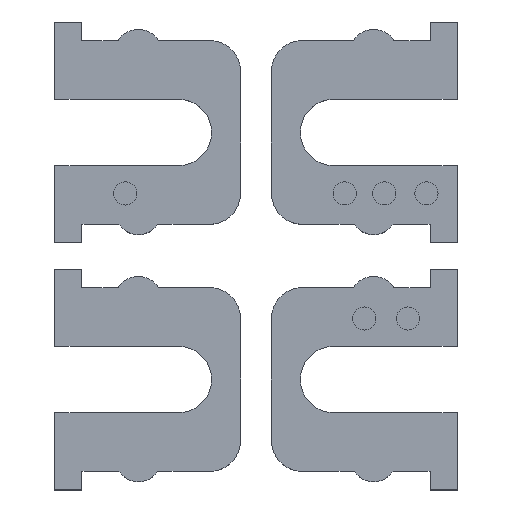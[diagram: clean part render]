
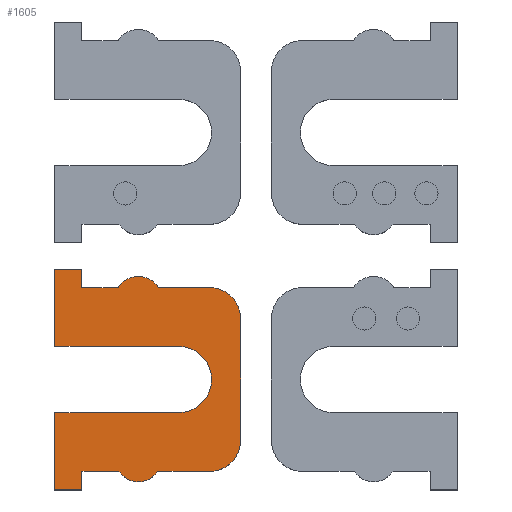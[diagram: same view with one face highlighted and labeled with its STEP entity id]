
A CAD part, top view. The second image highlights one B-rep face of the part: STEP entity #1605.
In plain terms, the highlighted planar face has unit normal (0, 0, 1).
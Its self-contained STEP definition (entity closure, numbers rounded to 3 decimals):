
#43=PLANE('',#1726);
#115=FACE_OUTER_BOUND('',#208,.T.);
#208=EDGE_LOOP('',(#1203,#1204,#1205,#1206,#1207,#1208,#1209,#1210,#1211,
#1212,#1213,#1214,#1215,#1216,#1217,#1218,#1219,#1220));
#328=LINE('',#2431,#510);
#329=LINE('',#2435,#511);
#330=LINE('',#2439,#512);
#331=LINE('',#2441,#513);
#332=LINE('',#2443,#514);
#333=LINE('',#2445,#515);
#334=LINE('',#2447,#516);
#335=LINE('',#2451,#517);
#336=LINE('',#2453,#518);
#337=LINE('',#2455,#519);
#338=LINE('',#2457,#520);
#339=LINE('',#2459,#521);
#340=LINE('',#2462,#522);
#510=VECTOR('',#1955,10.);
#511=VECTOR('',#1958,10.);
#512=VECTOR('',#1961,10.);
#513=VECTOR('',#1962,10.);
#514=VECTOR('',#1963,10.);
#515=VECTOR('',#1964,10.);
#516=VECTOR('',#1965,10.);
#517=VECTOR('',#1968,10.);
#518=VECTOR('',#1969,10.);
#519=VECTOR('',#1970,10.);
#520=VECTOR('',#1971,10.);
#521=VECTOR('',#1972,10.);
#522=VECTOR('',#1975,10.);
#659=CIRCLE('',#1727,2.);
#660=CIRCLE('',#1728,2.);
#661=CIRCLE('',#1729,1.553);
#662=CIRCLE('',#1730,2.15);
#663=CIRCLE('',#1731,1.508);
#737=VERTEX_POINT('',#2427);
#738=VERTEX_POINT('',#2428);
#739=VERTEX_POINT('',#2430);
#740=VERTEX_POINT('',#2432);
#741=VERTEX_POINT('',#2434);
#742=VERTEX_POINT('',#2436);
#743=VERTEX_POINT('',#2438);
#744=VERTEX_POINT('',#2440);
#745=VERTEX_POINT('',#2442);
#746=VERTEX_POINT('',#2444);
#747=VERTEX_POINT('',#2446);
#748=VERTEX_POINT('',#2448);
#749=VERTEX_POINT('',#2450);
#750=VERTEX_POINT('',#2452);
#751=VERTEX_POINT('',#2454);
#752=VERTEX_POINT('',#2456);
#753=VERTEX_POINT('',#2458);
#754=VERTEX_POINT('',#2460);
#912=EDGE_CURVE('',#737,#738,#659,.T.);
#913=EDGE_CURVE('',#739,#737,#328,.T.);
#914=EDGE_CURVE('',#740,#739,#660,.T.);
#915=EDGE_CURVE('',#741,#740,#329,.T.);
#916=EDGE_CURVE('',#742,#741,#661,.T.);
#917=EDGE_CURVE('',#743,#742,#330,.T.);
#918=EDGE_CURVE('',#744,#743,#331,.T.);
#919=EDGE_CURVE('',#745,#744,#332,.T.);
#920=EDGE_CURVE('',#746,#745,#333,.T.);
#921=EDGE_CURVE('',#747,#746,#334,.T.);
#922=EDGE_CURVE('',#748,#747,#662,.T.);
#923=EDGE_CURVE('',#749,#748,#335,.T.);
#924=EDGE_CURVE('',#750,#749,#336,.T.);
#925=EDGE_CURVE('',#751,#750,#337,.T.);
#926=EDGE_CURVE('',#752,#751,#338,.T.);
#927=EDGE_CURVE('',#753,#752,#339,.T.);
#928=EDGE_CURVE('',#754,#753,#663,.T.);
#929=EDGE_CURVE('',#738,#754,#340,.T.);
#1203=ORIENTED_EDGE('',*,*,#912,.F.);
#1204=ORIENTED_EDGE('',*,*,#913,.F.);
#1205=ORIENTED_EDGE('',*,*,#914,.F.);
#1206=ORIENTED_EDGE('',*,*,#915,.F.);
#1207=ORIENTED_EDGE('',*,*,#916,.F.);
#1208=ORIENTED_EDGE('',*,*,#917,.F.);
#1209=ORIENTED_EDGE('',*,*,#918,.F.);
#1210=ORIENTED_EDGE('',*,*,#919,.F.);
#1211=ORIENTED_EDGE('',*,*,#920,.F.);
#1212=ORIENTED_EDGE('',*,*,#921,.F.);
#1213=ORIENTED_EDGE('',*,*,#922,.F.);
#1214=ORIENTED_EDGE('',*,*,#923,.F.);
#1215=ORIENTED_EDGE('',*,*,#924,.F.);
#1216=ORIENTED_EDGE('',*,*,#925,.F.);
#1217=ORIENTED_EDGE('',*,*,#926,.F.);
#1218=ORIENTED_EDGE('',*,*,#927,.F.);
#1219=ORIENTED_EDGE('',*,*,#928,.F.);
#1220=ORIENTED_EDGE('',*,*,#929,.F.);
#1605=ADVANCED_FACE('',(#115),#43,.T.);
#1726=AXIS2_PLACEMENT_3D('',#2426,#1951,#1952);
#1727=AXIS2_PLACEMENT_3D('',#2429,#1953,#1954);
#1728=AXIS2_PLACEMENT_3D('',#2433,#1956,#1957);
#1729=AXIS2_PLACEMENT_3D('',#2437,#1959,#1960);
#1730=AXIS2_PLACEMENT_3D('',#2449,#1966,#1967);
#1731=AXIS2_PLACEMENT_3D('',#2461,#1973,#1974);
#1951=DIRECTION('center_axis',(0.,0.,1.));
#1952=DIRECTION('ref_axis',(-1.,0.,0.));
#1953=DIRECTION('center_axis',(0.,0.,-1.));
#1954=DIRECTION('ref_axis',(0.707,-0.707,0.));
#1955=DIRECTION('',(0.,-1.,0.));
#1956=DIRECTION('center_axis',(0.,0.,-1.));
#1957=DIRECTION('ref_axis',(0.707,0.707,0.));
#1958=DIRECTION('',(1.,0.,0.));
#1959=DIRECTION('center_axis',(0.,0.,-1.));
#1960=DIRECTION('ref_axis',(0.846,0.533,0.));
#1961=DIRECTION('',(1.,0.,0.));
#1962=DIRECTION('',(0.,-1.,0.));
#1963=DIRECTION('',(1.,0.,0.));
#1964=DIRECTION('',(0.,1.,0.));
#1965=DIRECTION('',(-1.,0.,0.));
#1966=DIRECTION('center_axis',(0.,0.,1.));
#1967=DIRECTION('ref_axis',(0.,-1.,0.));
#1968=DIRECTION('',(1.,0.,0.));
#1969=DIRECTION('',(0.,1.,0.));
#1970=DIRECTION('',(-1.,0.,0.));
#1971=DIRECTION('',(0.,-1.,0.));
#1972=DIRECTION('',(-1.,0.,0.));
#1973=DIRECTION('center_axis',(0.,0.,-1.));
#1974=DIRECTION('ref_axis',(-0.833,-0.553,0.));
#1975=DIRECTION('',(-1.,0.,0.));
#2426=CARTESIAN_POINT('Origin',(-20.24,-8.5,-2.22));
#2427=CARTESIAN_POINT('',(-14.23,-12.45,-2.22));
#2428=CARTESIAN_POINT('',(-16.23,-14.45,-2.22));
#2429=CARTESIAN_POINT('Origin',(-16.23,-12.45,-2.22));
#2430=CARTESIAN_POINT('',(-14.23,-4.55,-2.22));
#2431=CARTESIAN_POINT('',(-14.23,-5.525,-2.22));
#2432=CARTESIAN_POINT('',(-16.23,-2.55,-2.22));
#2433=CARTESIAN_POINT('Origin',(-16.23,-4.55,-2.22));
#2434=CARTESIAN_POINT('',(-19.536,-2.55,-2.22));
#2435=CARTESIAN_POINT('',(-19.888,-2.55,-2.22));
#2436=CARTESIAN_POINT('',(-22.164,-2.55,-2.22));
#2437=CARTESIAN_POINT('Origin',(-20.85,-3.378,-2.22));
#2438=CARTESIAN_POINT('',(-24.5,-2.55,-2.22));
#2439=CARTESIAN_POINT('',(-22.37,-2.55,-2.22));
#2440=CARTESIAN_POINT('',(-24.5,-1.35,-2.22));
#2441=CARTESIAN_POINT('',(-24.5,-4.925,-2.22));
#2442=CARTESIAN_POINT('',(-26.25,-1.35,-2.22));
#2443=CARTESIAN_POINT('',(-23.245,-1.35,-2.22));
#2444=CARTESIAN_POINT('',(-26.25,-6.35,-2.22));
#2445=CARTESIAN_POINT('',(-26.25,-7.425,-2.22));
#2446=CARTESIAN_POINT('',(-18.25,-6.35,-2.22));
#2447=CARTESIAN_POINT('',(-19.245,-6.35,-2.22));
#2448=CARTESIAN_POINT('',(-18.25,-10.65,-2.22));
#2449=CARTESIAN_POINT('Origin',(-18.25,-8.5,-2.22));
#2450=CARTESIAN_POINT('',(-26.25,-10.65,-2.22));
#2451=CARTESIAN_POINT('',(-23.245,-10.65,-2.22));
#2452=CARTESIAN_POINT('',(-26.25,-15.65,-2.22));
#2453=CARTESIAN_POINT('',(-26.25,-12.075,-2.22));
#2454=CARTESIAN_POINT('',(-24.5,-15.65,-2.22));
#2455=CARTESIAN_POINT('',(-22.37,-15.65,-2.22));
#2456=CARTESIAN_POINT('',(-24.5,-14.45,-2.22));
#2457=CARTESIAN_POINT('',(-24.5,-11.475,-2.22));
#2458=CARTESIAN_POINT('',(-22.106,-14.45,-2.22));
#2459=CARTESIAN_POINT('',(-21.173,-14.45,-2.22));
#2460=CARTESIAN_POINT('',(-19.594,-14.45,-2.22));
#2461=CARTESIAN_POINT('Origin',(-20.85,-13.616,-2.22));
#2462=CARTESIAN_POINT('',(-17.235,-14.45,-2.22));
